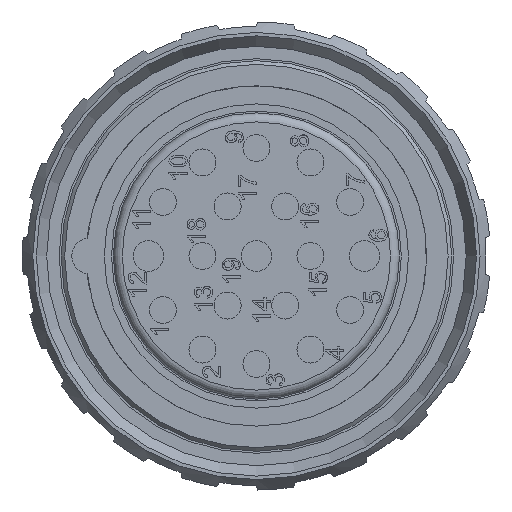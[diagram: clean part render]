
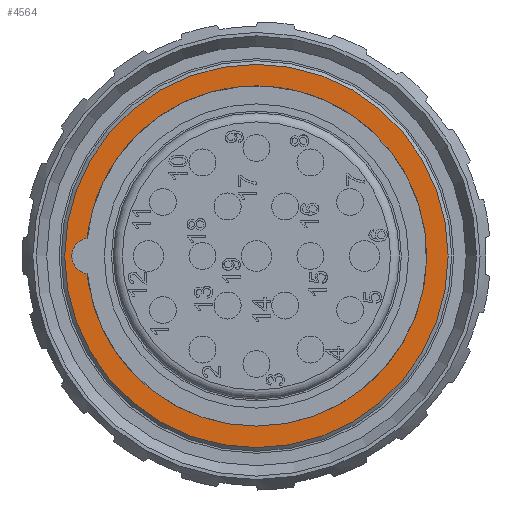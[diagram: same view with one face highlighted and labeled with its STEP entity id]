
A CAD part, left-side view. The second image highlights one B-rep face of the part: STEP entity #4564.
In plain terms, the highlighted planar face has unit normal (-1, 0, 0).
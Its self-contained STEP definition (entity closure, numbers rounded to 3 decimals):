
#4214=PLANE('',#17035);
#4564=ADVANCED_FACE('',(#5705,#5706),#4214,.T.);
#5705=FACE_BOUND('',#6106,.T.);
#5706=FACE_BOUND('',#6107,.T.);
#6106=EDGE_LOOP('',(#7470));
#6107=EDGE_LOOP('',(#7471));
#7470=ORIENTED_EDGE('',*,*,#13966,.T.);
#7471=ORIENTED_EDGE('',*,*,#13965,.T.);
#12385=VERTEX_POINT('',#22271);
#12386=VERTEX_POINT('',#22274);
#13965=EDGE_CURVE('',#12385,#12385,#16423,.T.);
#13966=EDGE_CURVE('',#12386,#12386,#16424,.T.);
#16423=CIRCLE('',#17032,10.65);
#16424=CIRCLE('',#17034,9.45);
#17032=AXIS2_PLACEMENT_3D('',#22270,#18602,#18603);
#17034=AXIS2_PLACEMENT_3D('',#22273,#18606,#18607);
#17035=AXIS2_PLACEMENT_3D('',#22275,#18608,#18609);
#18602=DIRECTION('',(-1.,0.,0.));
#18603=DIRECTION('',(0.,0.,1.));
#18606=DIRECTION('',(1.,0.,0.));
#18607=DIRECTION('',(0.,0.,-1.));
#18608=DIRECTION('',(-1.,0.,0.));
#18609=DIRECTION('',(0.,0.,1.));
#22270=CARTESIAN_POINT('',(43.,50.,0.));
#22271=CARTESIAN_POINT('',(43.,50.,10.65));
#22273=CARTESIAN_POINT('',(43.,50.,0.));
#22274=CARTESIAN_POINT('',(43.,50.,-9.45));
#22275=CARTESIAN_POINT('',(43.,60.85,0.));
